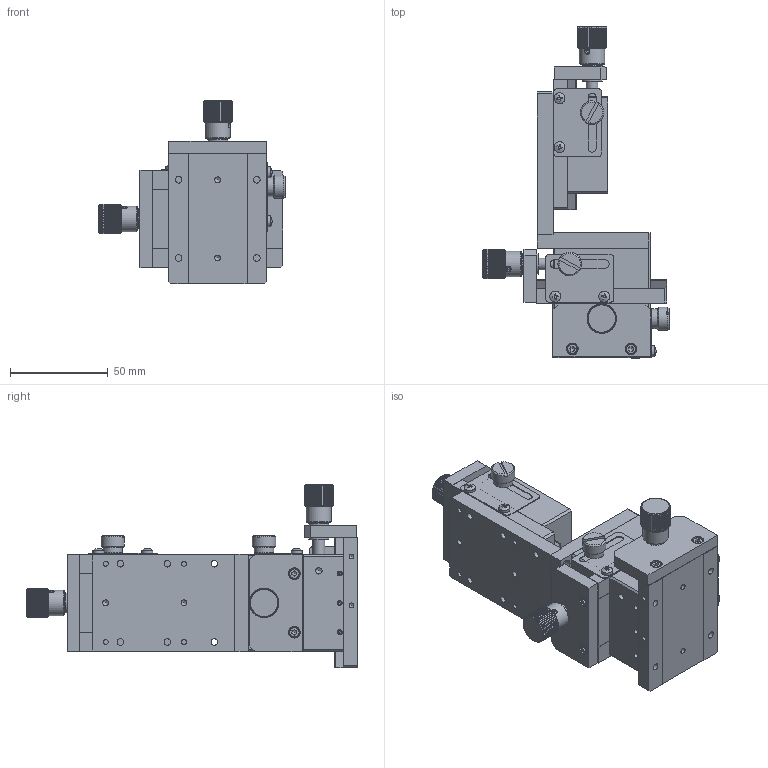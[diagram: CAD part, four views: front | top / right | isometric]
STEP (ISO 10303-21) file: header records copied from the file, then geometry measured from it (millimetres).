
FILE_DESCRIPTION (( 'STEP AP203' ), '1' );
FILE_NAME ('528839.STEP', '2024-10-16T06:12:40', ( 'Windows User' ), ( 'P R C' ), 'SwSTEP 2.0', 'SolidWorks 2020', '' );
FILE_SCHEMA (( 'CONFIG_CONTROL_DESIGN' ));
Length unit declared in the file: millimetre
Products named in the file (1): 528839
Bounding box: 95.2 x 169.75 x 94 mm (x, y, z)
Surface area: 125113.5 mm2 (no closed solid volume)
Topology: 0 solids, 68 shells, 2158 faces, 4975 edges, 3033 vertices
Faces by surface type: plane 1085, cylinder 533, cone 470, bspline 70
Full cylindrical faces by diameter (mm): 1.5 x6, 2.05 x18, 2.5 x61, 2.9 x12, 3 x40, 3.1 x6, 3.3 x12, 3.4 x28, 3.5 x3, 3.93 x3, 4 x27, 4.5 x12, 5 x12, 5.5 x10, 5.6 x6, 6 x19, 6.5 x15, 7 x3, 8.5 x3, 9 x9, 10 x3, 10.3 x6, 11 x6, 11.5 x3, 12 x3, 13 x3
Entity records: 83248 total; most frequent: CARTESIAN_POINT 39452, DIRECTION 8891, ORIENTED_EDGE 8324, EDGE_CURVE 4174, AXIS2_PLACEMENT_3D 3577, EDGE_LOOP 2948, VERTEX_POINT 2777, FACE_OUTER_BOUND 2491
